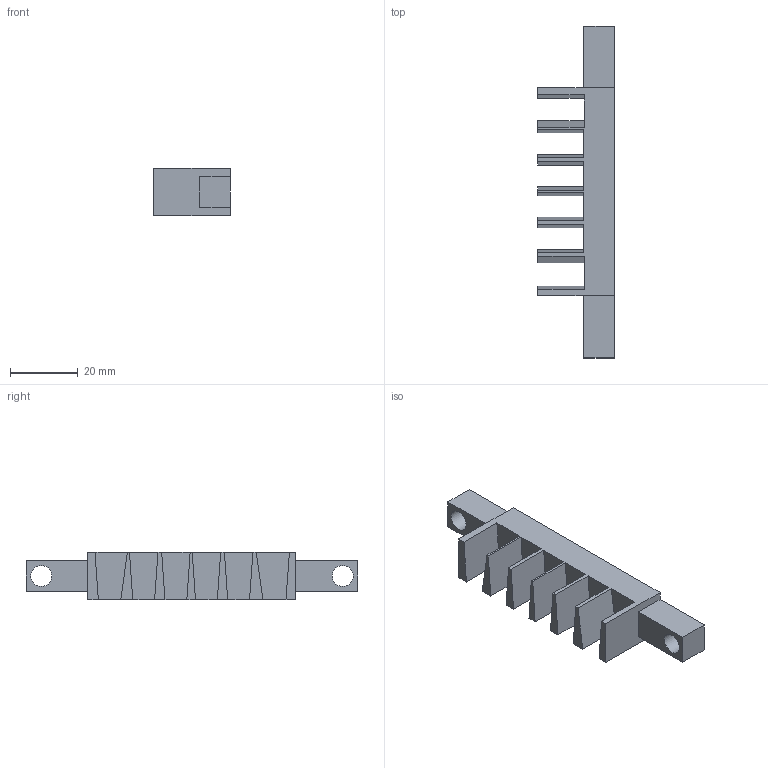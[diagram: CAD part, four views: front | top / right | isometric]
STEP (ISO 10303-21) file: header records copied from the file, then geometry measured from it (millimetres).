
FILE_DESCRIPTION(/* description */ (''),/* implementation_level */ '2;1');
FILE_NAME(/* name */ 'neckGuiderUniversalTop.step',/* time_stamp */ '2023-05-29T15:50:59+02:00',/* author */ (''),/* organization */ (''),/* preprocessor_version */ 'ST-DEVELOPER v19.2',/* originating_system */ 'Autodesk Translation Framework v12.4.0.73',/* authorisation */ '');
FILE_SCHEMA (('AUTOMOTIVE_DESIGN { 1 0 10303 214 3 1 1 }'));
Length unit declared in the file: millimetre
Products named in the file (1): Neck_guider_universal
Bounding box: 22.6 x 97.9 x 14 mm (x, y, z)
Volume: 13007 mm3; surface area: 7712.2 mm2
Topology: 1 solids, 1 shells, 40 faces, 114 edges, 76 vertices
Faces by surface type: plane 38, cylinder 2
Full cylindrical faces by diameter (mm): 6.2 x2
Entity records: 1323 total; most frequent: CARTESIAN_POINT 231, ORIENTED_EDGE 228, DIRECTION 200, EDGE_CURVE 114, LINE 110, VECTOR 110, VERTEX_POINT 76, AXIS2_PLACEMENT_3D 45
